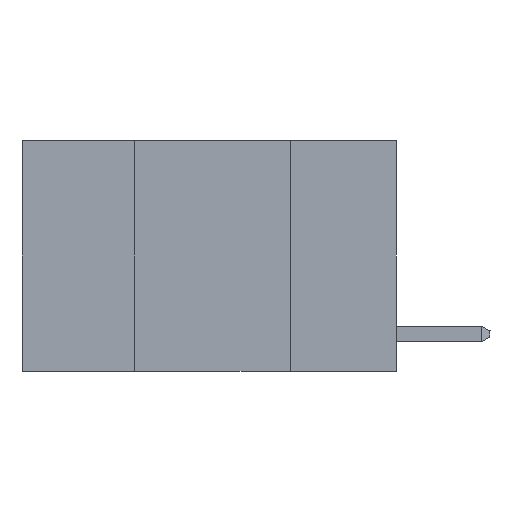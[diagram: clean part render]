
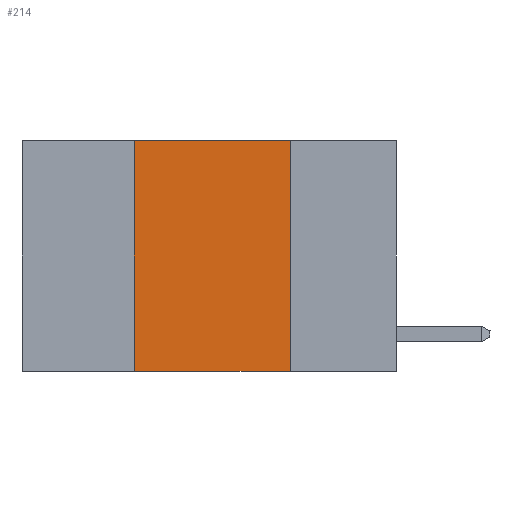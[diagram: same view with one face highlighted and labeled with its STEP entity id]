
A CAD part, left-side view. The second image highlights one B-rep face of the part: STEP entity #214.
In plain terms, the highlighted planar face has unit normal (-1, 0, 0).
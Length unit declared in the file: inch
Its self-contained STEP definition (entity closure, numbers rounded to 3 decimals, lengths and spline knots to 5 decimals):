
#2 = CARTESIAN_POINT ( 'NONE',  ( 0., 0.6, 0. ) ) ;
#214 = ADVANCED_FACE ( 'NONE', ( #9932 ), #7478, .F. ) ;
#566 = ORIENTED_EDGE ( 'NONE', *, *, #2814, .T. ) ;
#622 = CARTESIAN_POINT ( 'NONE',  ( 0., 0.17, 0. ) ) ;
#1361 = VERTEX_POINT ( 'NONE', #7095 ) ;
#1704 = DIRECTION ( 'NONE',  ( 0., 0., -1. ) ) ;
#1892 = LINE ( 'NONE', #12712, #4345 ) ;
#2814 = EDGE_CURVE ( 'NONE', #1361, #4383, #1892, .T. ) ;
#3030 = EDGE_CURVE ( 'NONE', #5973, #6871, #7592, .T. ) ;
#3145 = ORIENTED_EDGE ( 'NONE', *, *, #3030, .F. ) ;
#3704 = ORIENTED_EDGE ( 'NONE', *, *, #13382, .F. ) ;
#4345 = VECTOR ( 'NONE', #11862, 39.37008 ) ;
#4383 = VERTEX_POINT ( 'NONE', #4852 ) ;
#4631 = DIRECTION ( 'NONE',  ( 0., 0., -1. ) ) ;
#4852 = CARTESIAN_POINT ( 'NONE',  ( 0., 0.17, -0.37 ) ) ;
#4875 = LINE ( 'NONE', #11739, #10078 ) ;
#4878 = AXIS2_PLACEMENT_3D ( 'NONE', #2, #8492, #4631 ) ;
#5493 = DIRECTION ( 'NONE',  ( 0., 0., 1. ) ) ;
#5683 = ORIENTED_EDGE ( 'NONE', *, *, #13065, .F. ) ;
#5973 = VERTEX_POINT ( 'NONE', #8207 ) ;
#6024 = LINE ( 'NONE', #622, #11228 ) ;
#6722 = CARTESIAN_POINT ( 'NONE',  ( 0., 0.6, 0. ) ) ;
#6871 = VERTEX_POINT ( 'NONE', #10701 ) ;
#7095 = CARTESIAN_POINT ( 'NONE',  ( 0., 0.42, -0.37 ) ) ;
#7478 = PLANE ( 'NONE',  #4878 ) ;
#7592 = LINE ( 'NONE', #6722, #7905 ) ;
#7905 = VECTOR ( 'NONE', #8514, 39.37008 ) ;
#8207 = CARTESIAN_POINT ( 'NONE',  ( 0., 0.42, 0. ) ) ;
#8492 = DIRECTION ( 'NONE',  ( 1., 0., 0. ) ) ;
#8514 = DIRECTION ( 'NONE',  ( 0., -1., 0. ) ) ;
#8793 = EDGE_LOOP ( 'NONE', ( #5683, #3145, #3704, #566 ) ) ;
#9932 = FACE_OUTER_BOUND ( 'NONE', #8793, .T. ) ;
#10078 = VECTOR ( 'NONE', #5493, 39.37008 ) ;
#10701 = CARTESIAN_POINT ( 'NONE',  ( 0., 0.17, 0. ) ) ;
#11228 = VECTOR ( 'NONE', #1704, 39.37008 ) ;
#11739 = CARTESIAN_POINT ( 'NONE',  ( 0., 0.42, 0. ) ) ;
#11862 = DIRECTION ( 'NONE',  ( 0., -1., 0. ) ) ;
#12712 = CARTESIAN_POINT ( 'NONE',  ( 0., 0.6, -0.37 ) ) ;
#13065 = EDGE_CURVE ( 'NONE', #6871, #4383, #6024, .T. ) ;
#13382 = EDGE_CURVE ( 'NONE', #1361, #5973, #4875, .T. ) ;
